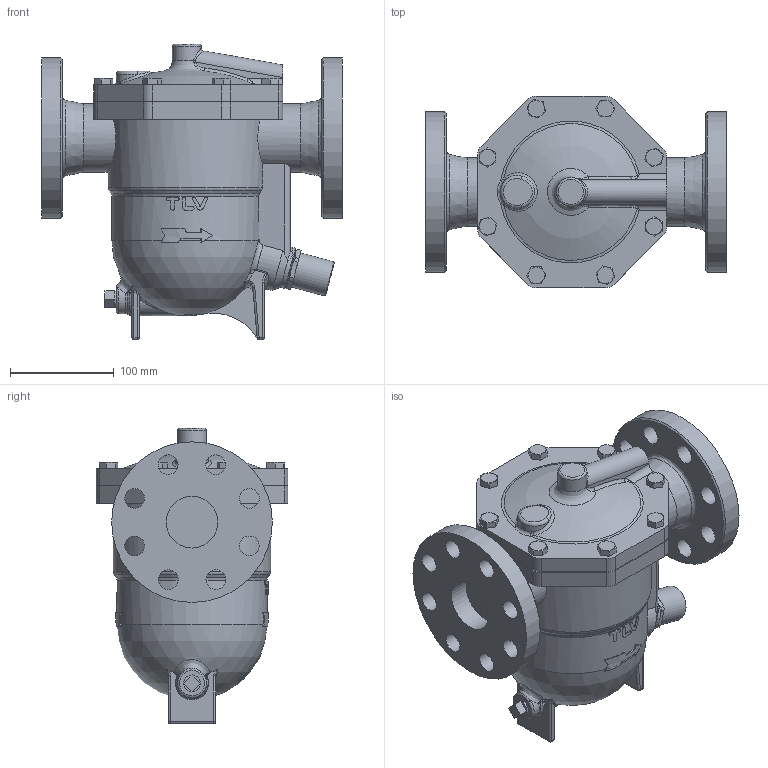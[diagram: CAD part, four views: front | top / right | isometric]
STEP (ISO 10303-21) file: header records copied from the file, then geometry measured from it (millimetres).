
FILE_DESCRIPTION((''),'2;1');
FILE_NAME('ja700-050-jis10-00.stp','2010-11-11T16:13:27',('nakaot'),(''),'Autodesk Inventor 2008','Autodesk Inventor 2008','');
FILE_SCHEMA(('AUTOMOTIVE_DESIGN { 1 0 10303 214 1 1 1 1 }'));
Length unit declared in the file: millimetre
Products named in the file (1): ja700-050-jis10-00
Bounding box: 290 x 185 x 285 mm (x, y, z)
Volume: 5122971.6 mm3; surface area: 319959.2 mm2
Topology: 1 solids, 1 shells, 443 faces, 1107 edges, 685 vertices
Faces by surface type: plane 153, bspline 124, cylinder 93, cone 58, sphere 10, torus 5
Full cylindrical faces by diameter (mm): 10 x16, 19 x8, 28 x1, 34 x1, 40 x1, 50 x1, 66 x2, 150 x1, 155 x1
Entity records: 26175 total; most frequent: CARTESIAN_POINT 16910, ORIENTED_EDGE 1994, DIRECTION 1681, EDGE_CURVE 997, AXIS2_PLACEMENT_3D 685, VERTEX_POINT 654, EDGE_LOOP 589, FACE_OUTER_BOUND 443
